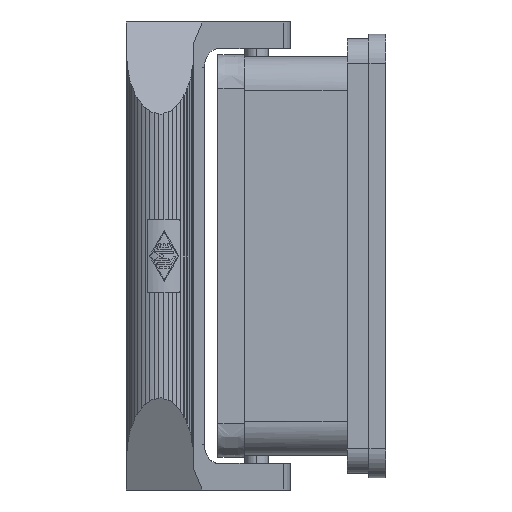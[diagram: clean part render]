
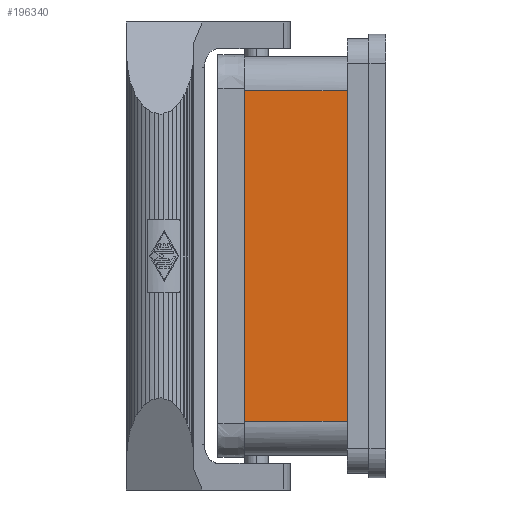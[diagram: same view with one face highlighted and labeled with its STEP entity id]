
A CAD part, front view. The second image highlights one B-rep face of the part: STEP entity #196340.
In plain terms, the highlighted face is planar.
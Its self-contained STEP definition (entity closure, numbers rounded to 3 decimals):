
#114650=CARTESIAN_POINT('',(349.113,-133.032,
-37.75));
#114660=VERTEX_POINT('',#114650);
#114690=CARTESIAN_POINT('',(349.113,-133.032,0.));
#114700=DIRECTION('',(0.,0.,1.));
#114710=VECTOR('',#114700,1.);
#114720=LINE('',#114690,#114710);
#114730=CARTESIAN_POINT('',(349.113,-133.032,
30.75));
#114740=VERTEX_POINT('',#114730);
#114750=EDGE_CURVE('',#114660,#114740,#114720,.T.);
#147910=CARTESIAN_POINT('',(349.113,-154.332,
-37.75));
#147920=VERTEX_POINT('',#147910);
#148580=CARTESIAN_POINT('',(349.113,-154.332,
30.75));
#148590=VERTEX_POINT('',#148580);
#148620=CARTESIAN_POINT('',(349.113,-154.332,0.));
#148630=DIRECTION('',(0.,0.,1.));
#148640=VECTOR('',#148630,1.);
#148650=LINE('',#148620,#148640);
#148660=EDGE_CURVE('',#147920,#148590,#148650,.T.);
#196050=CARTESIAN_POINT('',(349.113,-133.032,
-37.75));
#196060=DIRECTION('',(0.,-1.,0.));
#196070=VECTOR('',#196060,1.);
#196080=LINE('',#196050,#196070);
#196090=EDGE_CURVE('',#114660,#147920,#196080,.T.);
#196180=CARTESIAN_POINT('',(349.113,-133.032,
30.75));
#196190=DIRECTION('',(1.,0.,0.));
#196200=DIRECTION('',(0.,1.,0.));
#196210=AXIS2_PLACEMENT_3D('',#196180,#196190,#196200);
#196220=PLANE('',#196210);
#196230=ORIENTED_EDGE('',*,*,#196090,.F.);
#196240=ORIENTED_EDGE('',*,*,#148660,.F.);
#196250=CARTESIAN_POINT('',(349.113,-133.032,
30.75));
#196260=DIRECTION('',(0.,-1.,0.));
#196270=VECTOR('',#196260,1.);
#196280=LINE('',#196250,#196270);
#196290=EDGE_CURVE('',#114740,#148590,#196280,.T.);
#196300=ORIENTED_EDGE('',*,*,#196290,.T.);
#196310=ORIENTED_EDGE('',*,*,#114750,.T.);
#196320=EDGE_LOOP('',(#196310,#196300,#196240,#196230));
#196330=FACE_OUTER_BOUND('',#196320,.T.);
#196340=ADVANCED_FACE('',(#196330),#196220,.T.);
